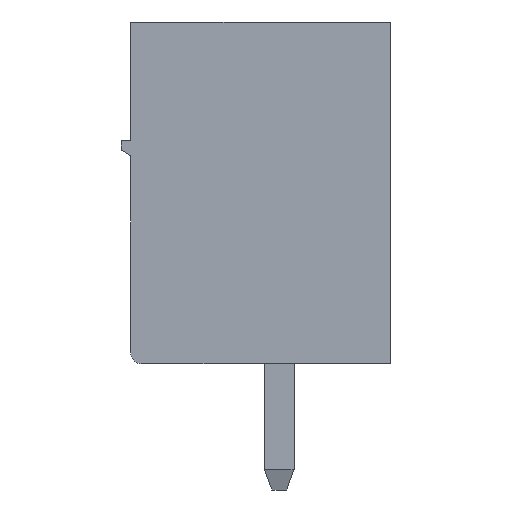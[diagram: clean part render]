
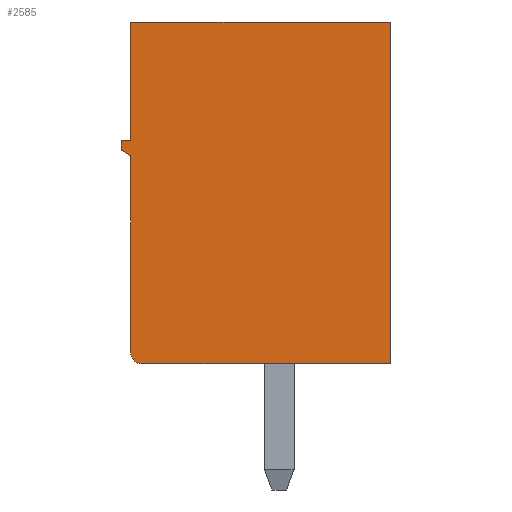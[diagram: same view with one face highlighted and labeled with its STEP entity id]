
A CAD part, left-side view. The second image highlights one B-rep face of the part: STEP entity #2585.
In plain terms, the highlighted planar face has unit normal (-1, 0, 0).
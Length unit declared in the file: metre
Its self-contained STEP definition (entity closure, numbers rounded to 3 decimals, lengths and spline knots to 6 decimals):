
#2585=ADVANCED_FACE('',(#5955),#5956,.T.);
#5955=FACE_OUTER_BOUND('',#10097,.T.);
#5956=PLANE('',#10098);
#10097=EDGE_LOOP('',(#18225,#18226,#18227,#18228,#18229,#18230,#18231,#18232,#18233));
#10098=AXIS2_PLACEMENT_3D('',#18234,#18235,#18236);
#18225=ORIENTED_EDGE('',*,*,#24612,.F.);
#18226=ORIENTED_EDGE('',*,*,#24616,.F.);
#18227=ORIENTED_EDGE('',*,*,#24620,.F.);
#18228=ORIENTED_EDGE('',*,*,#24624,.F.);
#18229=ORIENTED_EDGE('',*,*,#24628,.T.);
#18230=ORIENTED_EDGE('',*,*,#25232,.T.);
#18231=ORIENTED_EDGE('',*,*,#25024,.T.);
#18232=ORIENTED_EDGE('',*,*,#24646,.T.);
#18233=ORIENTED_EDGE('',*,*,#24608,.F.);
#18234=CARTESIAN_POINT('',(-1.087027,0.01036,-0.008267));
#18235=DIRECTION('',(-1.0,0.,0.0));
#18236=DIRECTION('',(0.,-1.0,0.0));
#24608=EDGE_CURVE('',#29392,#29388,#29394,.T.);
#24612=EDGE_CURVE('',#29398,#29392,#29400,.T.);
#24616=EDGE_CURVE('',#29404,#29398,#29406,.T.);
#24620=EDGE_CURVE('',#29410,#29404,#29412,.T.);
#24624=EDGE_CURVE('',#29416,#29410,#29418,.T.);
#24628=EDGE_CURVE('',#29416,#29422,#29424,.T.);
#24646=EDGE_CURVE('',#29455,#29388,#29458,.T.);
#25024=EDGE_CURVE('',#30212,#29455,#30213,.T.);
#25232=EDGE_CURVE('',#29422,#30212,#30586,.T.);
#29388=VERTEX_POINT('',#36358);
#29392=VERTEX_POINT('',#36364);
#29394=LINE('',#36367,#36368);
#29398=VERTEX_POINT('',#36373);
#29400=LINE('',#36376,#36377);
#29404=VERTEX_POINT('',#36382);
#29406=LINE('',#36385,#36386);
#29410=VERTEX_POINT('',#36391);
#29412=LINE('',#36394,#36395);
#29416=VERTEX_POINT('',#36400);
#29418=LINE('',#36403,#36404);
#29422=VERTEX_POINT('',#36408);
#29424=CIRCLE('',#36411,0.0003);
#29455=VERTEX_POINT('',#36455);
#29458=LINE('',#36460,#36461);
#30212=VERTEX_POINT('',#37561);
#30213=LINE('',#37562,#37563);
#30586=LINE('',#38133,#38134);
#36358=CARTESIAN_POINT('',(-1.087027,0.01086,0.000933));
#36364=CARTESIAN_POINT('',(-1.087027,0.01086,-0.002267));
#36367=CARTESIAN_POINT('',(-1.087027,0.01086,-0.008267));
#36368=VECTOR('',#46645,1.0);
#36373=CARTESIAN_POINT('',(-1.087027,0.01111,-0.002267));
#36376=CARTESIAN_POINT('',(-1.087027,0.01036,-0.002267));
#36377=VECTOR('',#46648,1.0);
#36382=CARTESIAN_POINT('',(-1.087027,0.01111,-0.002517));
#36385=CARTESIAN_POINT('',(-1.087027,0.01111,-0.008267));
#36386=VECTOR('',#46651,1.0);
#36391=CARTESIAN_POINT('',(-1.087027,0.01086,-0.002667));
#36394=CARTESIAN_POINT('',(-1.087027,0.008021,-0.00437));
#36395=VECTOR('',#46654,1.0);
#36400=CARTESIAN_POINT('',(-1.087027,0.01086,-0.007967));
#36403=CARTESIAN_POINT('',(-1.087027,0.01086,-0.008267));
#36404=VECTOR('',#46657,1.0);
#36408=CARTESIAN_POINT('',(-1.087027,0.01056,-0.008267));
#36411=AXIS2_PLACEMENT_3D('',#46662,#46663,#46664);
#36455=CARTESIAN_POINT('',(-1.087027,0.00386,0.000933));
#36460=CARTESIAN_POINT('',(-1.087027,0.01036,0.000933));
#36461=VECTOR('',#46683,1.0);
#37561=CARTESIAN_POINT('',(-1.087027,0.00386,-0.008267));
#37562=CARTESIAN_POINT('',(-1.087027,0.00386,-0.008267));
#37563=VECTOR('',#47120,1.0);
#38133=CARTESIAN_POINT('',(-1.087027,0.01036,-0.008267));
#38134=VECTOR('',#47345,1.0);
#46645=DIRECTION('',(0.,0.,1.0));
#46648=DIRECTION('',(0.,-1.0,0.));
#46651=DIRECTION('',(0.,0.,1.0));
#46654=DIRECTION('',(0.,0.857,0.514));
#46657=DIRECTION('',(0.,0.,1.0));
#46662=CARTESIAN_POINT('',(-1.087027,0.01056,-0.007967));
#46663=DIRECTION('',(-1.0,0.,0.0));
#46664=DIRECTION('',(0.,-1.0,0.0));
#46683=DIRECTION('',(0.,1.0,-0.0));
#47120=DIRECTION('',(0.0,0.0,1.0));
#47345=DIRECTION('',(0.,-1.0,0.0));
